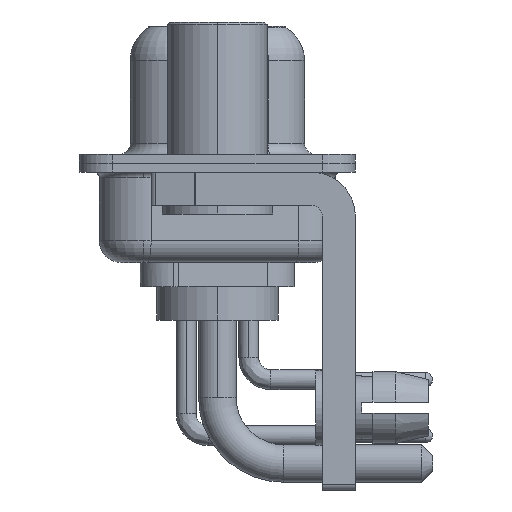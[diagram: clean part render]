
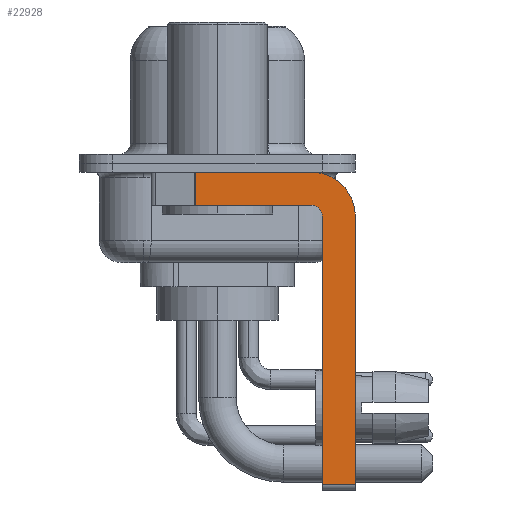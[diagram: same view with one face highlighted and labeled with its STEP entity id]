
A CAD part, left-side view. The second image highlights one B-rep face of the part: STEP entity #22928.
In plain terms, the highlighted planar face has unit normal (-1, 0, 0).
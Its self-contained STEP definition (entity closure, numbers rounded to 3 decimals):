
#364 = CARTESIAN_POINT ( 'NONE',  ( -2.9, -6.25, -2.4 ) ) ;
#641 = DIRECTION ( 'NONE',  ( 0., 0., -1. ) ) ;
#861 = DIRECTION ( 'NONE',  ( 0., 0., 1. ) ) ;
#1374 = EDGE_CURVE ( 'NONE', #21220, #7965, #10046, .T. ) ;
#1506 = CIRCLE ( 'NONE', #18040, 2. ) ;
#1603 = VECTOR ( 'NONE', #3631, 1000. ) ;
#2345 = CARTESIAN_POINT ( 'NONE',  ( -2.9, -6.25, -2.4 ) ) ;
#2431 = CARTESIAN_POINT ( 'NONE',  ( -2.9, 0.978, -1.9 ) ) ;
#2490 = CARTESIAN_POINT ( 'NONE',  ( -2.9, -4.75, -2.4 ) ) ;
#2761 = DIRECTION ( 'NONE',  ( 0., 0., -1. ) ) ;
#2763 = DIRECTION ( 'NONE',  ( 0., 0., 1. ) ) ;
#3014 = CARTESIAN_POINT ( 'NONE',  ( -2.9, -4.25, -2.4 ) ) ;
#3340 = VECTOR ( 'NONE', #23301, 1000. ) ;
#3631 = DIRECTION ( 'NONE',  ( 0., 0., -1. ) ) ;
#3689 = VERTEX_POINT ( 'NONE', #2345 ) ;
#3762 = CARTESIAN_POINT ( 'NONE',  ( -2.9, -4.25, -14.55 ) ) ;
#4032 = ORIENTED_EDGE ( 'NONE', *, *, #15850, .F. ) ;
#5284 = ORIENTED_EDGE ( 'NONE', *, *, #9068, .F. ) ;
#5481 = LINE ( 'NONE', #364, #1603 ) ;
#5724 = ORIENTED_EDGE ( 'NONE', *, *, #19060, .F. ) ;
#5849 = CARTESIAN_POINT ( 'NONE',  ( -2.9, 0.978, -0.4 ) ) ;
#6048 = EDGE_LOOP ( 'NONE', ( #5724, #16137, #20720, #9402, #4032, #6215, #21046, #5284 ) ) ;
#6215 = ORIENTED_EDGE ( 'NONE', *, *, #19172, .T. ) ;
#6399 = LINE ( 'NONE', #23177, #3340 ) ;
#6880 = CARTESIAN_POINT ( 'NONE',  ( -2.9, -4.25, -1.9 ) ) ;
#7277 = CARTESIAN_POINT ( 'NONE',  ( -2.9, -4.25, -2.4 ) ) ;
#7620 = VECTOR ( 'NONE', #861, 1000. ) ;
#7965 = VERTEX_POINT ( 'NONE', #6880 ) ;
#8047 = FACE_OUTER_BOUND ( 'NONE', #6048, .T. ) ;
#8451 = AXIS2_PLACEMENT_3D ( 'NONE', #3014, #23362, #2763 ) ;
#9068 = EDGE_CURVE ( 'NONE', #18743, #3689, #1506, .T. ) ;
#9402 = ORIENTED_EDGE ( 'NONE', *, *, #1374, .F. ) ;
#9591 = CARTESIAN_POINT ( 'NONE',  ( -2.9, -4.75, -14.55 ) ) ;
#9689 = VERTEX_POINT ( 'NONE', #9591 ) ;
#10046 = CIRCLE ( 'NONE', #8451, 0.5 ) ;
#10286 = DIRECTION ( 'NONE',  ( 1., 0., 0. ) ) ;
#11784 = LINE ( 'NONE', #3762, #22879 ) ;
#12144 = CARTESIAN_POINT ( 'NONE',  ( -2.9, -4.25, -2.4 ) ) ;
#13060 = EDGE_CURVE ( 'NONE', #3689, #13799, #5481, .T. ) ;
#13277 = CARTESIAN_POINT ( 'NONE',  ( -2.9, 3., -0.4 ) ) ;
#13799 = VERTEX_POINT ( 'NONE', #23630 ) ;
#14256 = CARTESIAN_POINT ( 'NONE',  ( -2.9, -4.25, -0.4 ) ) ;
#14801 = DIRECTION ( 'NONE',  ( 0., 0., -1. ) ) ;
#15570 = PLANE ( 'NONE',  #23843 ) ;
#15850 = EDGE_CURVE ( 'NONE', #9689, #21220, #21340, .T. ) ;
#16137 = ORIENTED_EDGE ( 'NONE', *, *, #16313, .T. ) ;
#16313 = EDGE_CURVE ( 'NONE', #19062, #21946, #19293, .T. ) ;
#16320 = VECTOR ( 'NONE', #2761, 1000. ) ;
#17188 = EDGE_CURVE ( 'NONE', #7965, #21946, #6399, .T. ) ;
#18040 = AXIS2_PLACEMENT_3D ( 'NONE', #7277, #20765, #14801 ) ;
#18743 = VERTEX_POINT ( 'NONE', #14256 ) ;
#18821 = LINE ( 'NONE', #13277, #22480 ) ;
#19060 = EDGE_CURVE ( 'NONE', #19062, #18743, #18821, .T. ) ;
#19062 = VERTEX_POINT ( 'NONE', #5849 ) ;
#19172 = EDGE_CURVE ( 'NONE', #9689, #13799, #11784, .T. ) ;
#19293 = LINE ( 'NONE', #21624, #16320 ) ;
#19739 = CARTESIAN_POINT ( 'NONE',  ( -2.9, -4.75, -14.8 ) ) ;
#20720 = ORIENTED_EDGE ( 'NONE', *, *, #17188, .F. ) ;
#20765 = DIRECTION ( 'NONE',  ( 1., 0., 0. ) ) ;
#21022 = DIRECTION ( 'NONE',  ( 0., -1., 0. ) ) ;
#21046 = ORIENTED_EDGE ( 'NONE', *, *, #13060, .F. ) ;
#21146 = DIRECTION ( 'NONE',  ( 0., -1., 0. ) ) ;
#21220 = VERTEX_POINT ( 'NONE', #2490 ) ;
#21340 = LINE ( 'NONE', #19739, #7620 ) ;
#21624 = CARTESIAN_POINT ( 'NONE',  ( -2.9, 0.978, -1.9 ) ) ;
#21946 = VERTEX_POINT ( 'NONE', #2431 ) ;
#22480 = VECTOR ( 'NONE', #21146, 1000. ) ;
#22879 = VECTOR ( 'NONE', #21022, 1000. ) ;
#22928 = ADVANCED_FACE ( 'NONE', ( #8047 ), #15570, .F. ) ;
#23177 = CARTESIAN_POINT ( 'NONE',  ( -2.9, -4.25, -1.9 ) ) ;
#23301 = DIRECTION ( 'NONE',  ( 0., 1., 0. ) ) ;
#23362 = DIRECTION ( 'NONE',  ( -1., 0., 0. ) ) ;
#23630 = CARTESIAN_POINT ( 'NONE',  ( -2.9, -6.25, -14.55 ) ) ;
#23843 = AXIS2_PLACEMENT_3D ( 'NONE', #12144, #10286, #641 ) ;
